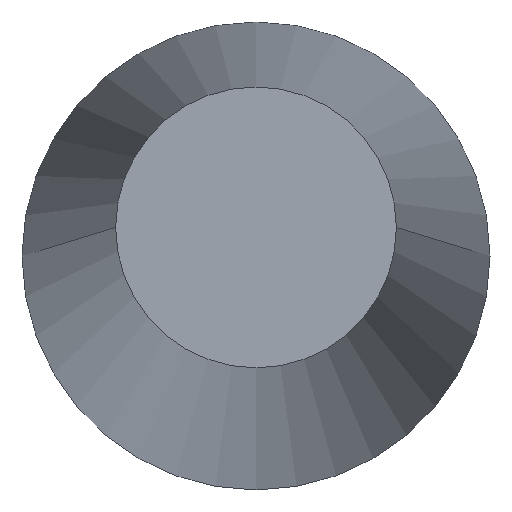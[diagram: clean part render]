
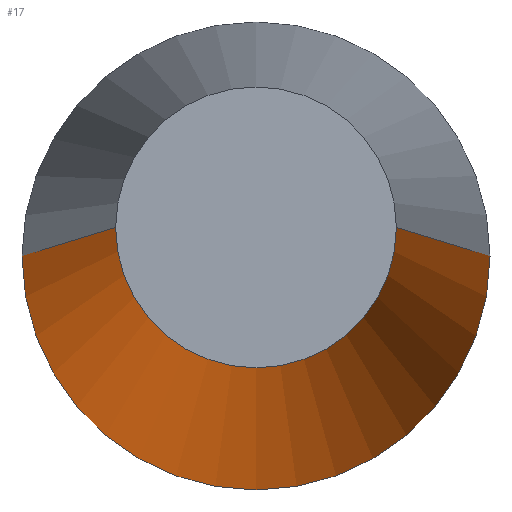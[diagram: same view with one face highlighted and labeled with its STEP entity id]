
A CAD part, top view. The second image highlights one B-rep face of the part: STEP entity #17.
In plain terms, the highlighted free-form (B-spline) face has degree [2, 1] with [5, 2] control points.
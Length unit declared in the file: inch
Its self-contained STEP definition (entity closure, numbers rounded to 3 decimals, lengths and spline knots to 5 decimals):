
#17=ADVANCED_FACE('',(#21),#61,.T.);
#21=FACE_OUTER_BOUND('',#25,.T.);
#25=EDGE_LOOP('',(#34,#35,#36,#37));
#34=ORIENTED_EDGE('',*,*,#42,.T.);
#35=ORIENTED_EDGE('',*,*,#39,.T.);
#36=ORIENTED_EDGE('',*,*,#43,.F.);
#37=ORIENTED_EDGE('',*,*,#41,.F.);
#39=EDGE_CURVE('',#54,#55,#44,.T.);
#41=EDGE_CURVE('',#56,#57,#45,.T.);
#42=EDGE_CURVE('',#56,#54,#48,.T.);
#43=EDGE_CURVE('',#57,#55,#49,.T.);
#44=(
BOUNDED_CURVE()
B_SPLINE_CURVE(1,(#204,#205),.UNSPECIFIED.,.F.,.F.)
B_SPLINE_CURVE_WITH_KNOTS((2,2),(0.,8.75),.UNSPECIFIED.)
CURVE()
GEOMETRIC_REPRESENTATION_ITEM()
RATIONAL_B_SPLINE_CURVE((1.,1.))
REPRESENTATION_ITEM('')
);
#45=(
BOUNDED_CURVE()
B_SPLINE_CURVE(1,(#209,#210),.UNSPECIFIED.,.F.,.F.)
B_SPLINE_CURVE_WITH_KNOTS((2,2),(0.,8.75),.UNSPECIFIED.)
CURVE()
GEOMETRIC_REPRESENTATION_ITEM()
RATIONAL_B_SPLINE_CURVE((1.,1.))
REPRESENTATION_ITEM('')
);
#48=TRIMMED_CURVE($,#52,(#212),(#213),.T.,.CARTESIAN.);
#49=TRIMMED_CURVE($,#53,(#215),(#216),.T.,.CARTESIAN.);
#52=CIRCLE('',#157,0.125);
#53=CIRCLE('',#158,0.075);
#54=VERTEX_POINT('',#197);
#55=VERTEX_POINT('',#198);
#56=VERTEX_POINT('',#199);
#57=VERTEX_POINT('',#200);
#61=(
BOUNDED_SURFACE()
B_SPLINE_SURFACE(2,1,((#187,#188),(#189,#190),(#191,#192),(#193,#194),(#195,
#196)),.UNSPECIFIED.,.F.,.F.,.F.)
B_SPLINE_SURFACE_WITH_KNOTS((3,2,3),(2,2),(0.3927,0.58905,
0.7854),(0.,8.75),.UNSPECIFIED.)
GEOMETRIC_REPRESENTATION_ITEM()
RATIONAL_B_SPLINE_SURFACE(((1.,1.),(0.707,0.707),
(1.,1.),(0.707,0.707),(1.,1.)))
REPRESENTATION_ITEM('')
SURFACE()
);
#157=AXIS2_PLACEMENT_3D($,#211,#168,#169);
#158=AXIS2_PLACEMENT_3D($,#214,#170,#171);
#168=DIRECTION('',(0.,0.,1.));
#169=DIRECTION('',(-1.,0.,0.));
#170=DIRECTION('',(0.,0.,1.));
#171=DIRECTION('',(-1.,0.,0.));
#187=CARTESIAN_POINT('',(-0.125,0.,0.));
#188=CARTESIAN_POINT('',(-0.075,0.,8.75));
#189=CARTESIAN_POINT('',(-0.125,-0.125,0.));
#190=CARTESIAN_POINT('',(-0.075,-0.075,8.75));
#191=CARTESIAN_POINT('',(0.,-0.125,0.));
#192=CARTESIAN_POINT('',(0.,-0.075,8.75));
#193=CARTESIAN_POINT('',(0.125,-0.125,0.));
#194=CARTESIAN_POINT('',(0.075,-0.075,8.75));
#195=CARTESIAN_POINT('',(0.125,0.,0.));
#196=CARTESIAN_POINT('',(0.075,0.,8.75));
#197=CARTESIAN_POINT('',(0.125,0.,0.));
#198=CARTESIAN_POINT('',(0.075,0.,8.75));
#199=CARTESIAN_POINT('',(-0.125,0.,0.));
#200=CARTESIAN_POINT('',(-0.075,0.,8.75));
#204=CARTESIAN_POINT('',(0.125,0.,0.));
#205=CARTESIAN_POINT('',(0.075,0.,8.75));
#209=CARTESIAN_POINT('',(-0.125,0.,0.));
#210=CARTESIAN_POINT('',(-0.075,0.,8.75));
#211=CARTESIAN_POINT('',(0.,0.,0.));
#212=CARTESIAN_POINT('',(-0.125,0.,0.));
#213=CARTESIAN_POINT('',(0.125,0.,0.));
#214=CARTESIAN_POINT('',(0.,0.,8.75));
#215=CARTESIAN_POINT('',(-0.075,0.,8.75));
#216=CARTESIAN_POINT('',(0.075,0.,8.75));
